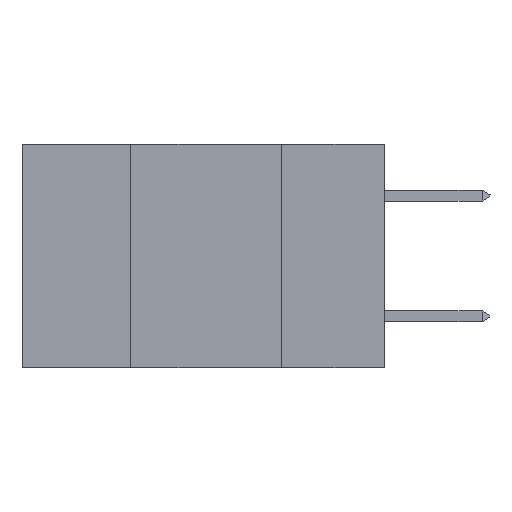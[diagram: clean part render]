
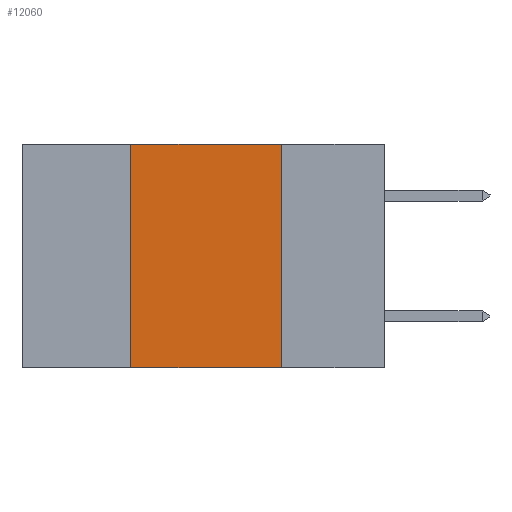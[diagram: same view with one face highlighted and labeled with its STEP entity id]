
A CAD part, left-side view. The second image highlights one B-rep face of the part: STEP entity #12060.
In plain terms, the highlighted planar face has unit normal (-1, 0, 0).
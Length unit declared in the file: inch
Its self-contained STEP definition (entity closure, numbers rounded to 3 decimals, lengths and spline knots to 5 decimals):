
#695 = EDGE_CURVE ( 'NONE', #2205, #9251, #12017, .T. ) ;
#705 = CARTESIAN_POINT ( 'NONE',  ( 0., 0.17, 0. ) ) ;
#837 = ORIENTED_EDGE ( 'NONE', *, *, #10006, .F. ) ;
#2034 = CARTESIAN_POINT ( 'NONE',  ( 0., 0.6, 0. ) ) ;
#2205 = VERTEX_POINT ( 'NONE', #3942 ) ;
#2437 = DIRECTION ( 'NONE',  ( 0., -1., 0. ) ) ;
#2472 = VECTOR ( 'NONE', #7537, 39.37008 ) ;
#3645 = DIRECTION ( 'NONE',  ( 0., 0., -1. ) ) ;
#3942 = CARTESIAN_POINT ( 'NONE',  ( 0., 0.42, -0.37 ) ) ;
#4153 = CARTESIAN_POINT ( 'NONE',  ( 0., 0.42, 0. ) ) ;
#4976 = ORIENTED_EDGE ( 'NONE', *, *, #8289, .F. ) ;
#5035 = DIRECTION ( 'NONE',  ( 0., -1., 0. ) ) ;
#5771 = VECTOR ( 'NONE', #5035, 39.37008 ) ;
#5926 = LINE ( 'NONE', #2034, #5771 ) ;
#6192 = VERTEX_POINT ( 'NONE', #8210 ) ;
#6402 = FACE_OUTER_BOUND ( 'NONE', #9727, .T. ) ;
#6575 = DIRECTION ( 'NONE',  ( 1., 0., 0. ) ) ;
#7318 = LINE ( 'NONE', #705, #2472 ) ;
#7537 = DIRECTION ( 'NONE',  ( 0., 0., -1. ) ) ;
#7601 = ORIENTED_EDGE ( 'NONE', *, *, #11360, .F. ) ;
#7611 = LINE ( 'NONE', #4153, #9558 ) ;
#7719 = CARTESIAN_POINT ( 'NONE',  ( 0., 0.6, 0. ) ) ;
#8032 = ORIENTED_EDGE ( 'NONE', *, *, #695, .T. ) ;
#8210 = CARTESIAN_POINT ( 'NONE',  ( 0., 0.17, 0. ) ) ;
#8289 = EDGE_CURVE ( 'NONE', #2205, #12037, #7611, .T. ) ;
#8308 = CARTESIAN_POINT ( 'NONE',  ( 0., 0.17, -0.37 ) ) ;
#9251 = VERTEX_POINT ( 'NONE', #8308 ) ;
#9558 = VECTOR ( 'NONE', #11038, 39.37008 ) ;
#9727 = EDGE_LOOP ( 'NONE', ( #837, #7601, #4976, #8032 ) ) ;
#10006 = EDGE_CURVE ( 'NONE', #6192, #9251, #7318, .T. ) ;
#10182 = CARTESIAN_POINT ( 'NONE',  ( 0., 0.42, 0. ) ) ;
#10527 = PLANE ( 'NONE',  #12029 ) ;
#11038 = DIRECTION ( 'NONE',  ( 0., 0., 1. ) ) ;
#11095 = VECTOR ( 'NONE', #2437, 39.37008 ) ;
#11113 = CARTESIAN_POINT ( 'NONE',  ( 0., 0.6, -0.37 ) ) ;
#11360 = EDGE_CURVE ( 'NONE', #12037, #6192, #5926, .T. ) ;
#12017 = LINE ( 'NONE', #11113, #11095 ) ;
#12029 = AXIS2_PLACEMENT_3D ( 'NONE', #7719, #6575, #3645 ) ;
#12037 = VERTEX_POINT ( 'NONE', #10182 ) ;
#12060 = ADVANCED_FACE ( 'NONE', ( #6402 ), #10527, .F. ) ;
